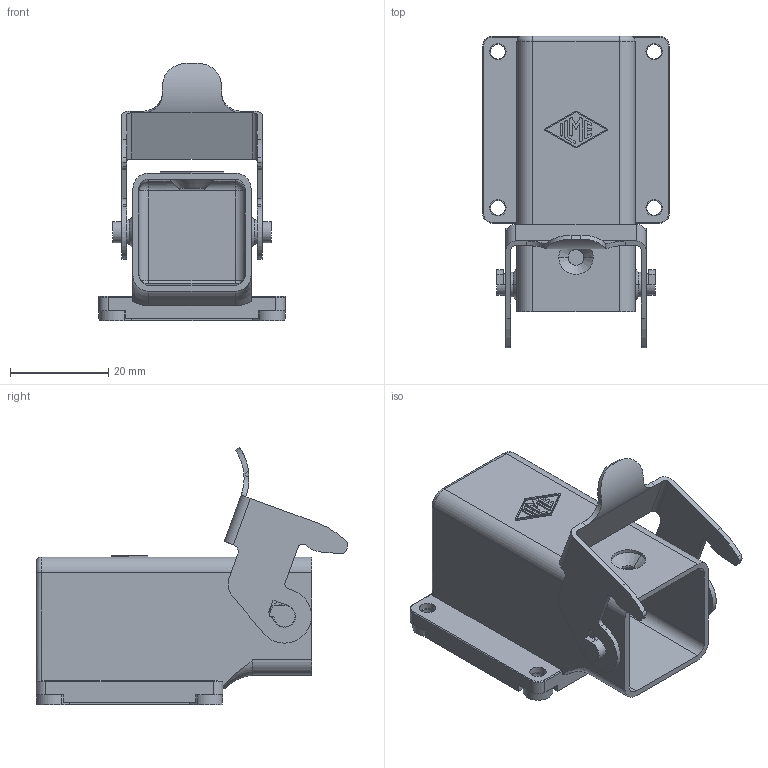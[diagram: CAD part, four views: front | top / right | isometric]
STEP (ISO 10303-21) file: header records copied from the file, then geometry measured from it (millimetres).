
FILE_DESCRIPTION(('Creo Elements/Direct Modeling STEP Export'),'2;1');
FILE_NAME('0lndrp34cr5akhj4344','2017-09-22T10:42:36',(''),(''),'PTC Creo Elements/Direct Modeling STEP processor for AP214 (Solid Model)','PTC Creo Elements/Direct Modeling 19.0E 27-Jun-2016 (C) Parametric Technology GmbH','');
FILE_SCHEMA(('AUTOMOTIVE_DESIGN { 1 0 10303 214 1 1 1 1 }'));
Length unit declared in the file: millimetre
Products named in the file (2): CKAXXS_03_IA4
Assembly tree (1 placements, depth 2):
  CKAXXS_03_IA4
    CKAXXS_03_IA4
Bounding box: 38 x 63.4 x 52.31 mm (x, y, z)
Volume: 14191.1 mm3; surface area: 15190 mm2
Topology: 1 solids, 1 shells, 310 faces, 841 edges, 544 vertices
Faces by surface type: plane 159, cylinder 127, cone 11, torus 8, bspline 3, sphere 2
Entity records: 12218 total; most frequent: CARTESIAN_POINT 4475, ORIENTED_EDGE 1678, DIRECTION 1522, EDGE_CURVE 839, VERTEX_POINT 544, VECTOR 520, LINE 520, AXIS2_PLACEMENT_3D 501
